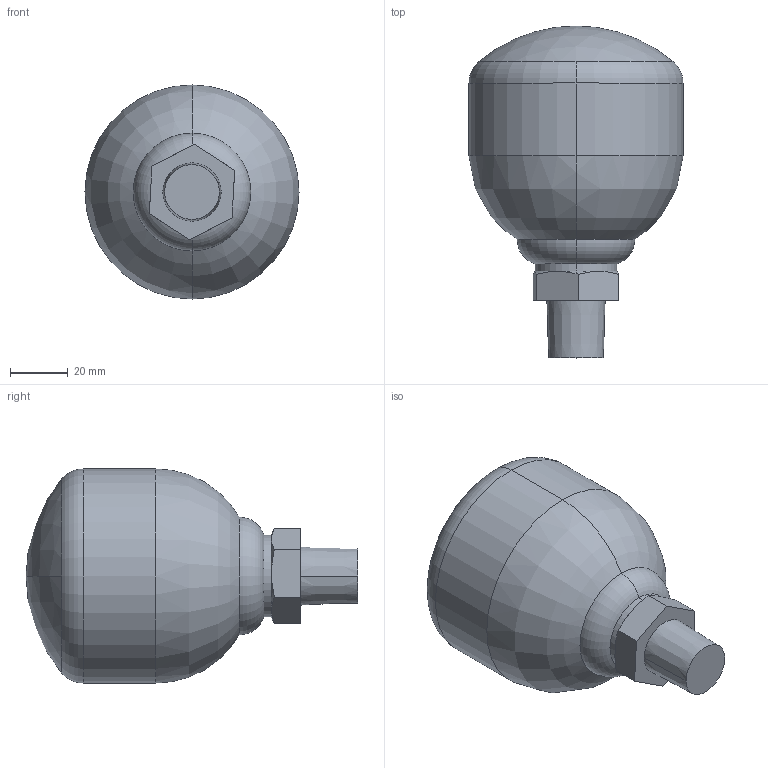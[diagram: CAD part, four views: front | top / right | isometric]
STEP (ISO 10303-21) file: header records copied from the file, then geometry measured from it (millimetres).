
FILE_DESCRIPTION (( 'STEP AP214' ), '1' );
FILE_NAME ('6028.STEP', '2013-03-04T19:00:15', ( 'it' ), ( '' ), 'SwSTEP 2.0', 'SolidWorks 2012', '' );
FILE_SCHEMA (( 'AUTOMOTIVE_DESIGN' ));
Length unit declared in the file: inch
Products named in the file (1): 6028
Bounding box: 74.16 x 114.95 x 74.16 mm (x, y, z)
Volume: 282463.9 mm3; surface area: 23149.2 mm2
Topology: 1 solids, 1 shells, 24 faces, 54 edges, 33 vertices
Faces by surface type: plane 8, torus 6, cone 4, cylinder 4, sphere 2
Entity records: 1041 total; most frequent: CARTESIAN_POINT 184, DIRECTION 122, ORIENTED_EDGE 108, EDGE_CURVE 54, AXIS2_PLACEMENT_3D 51, VERTEX_POINT 33, CIRCLE 26, EDGE_LOOP 25
